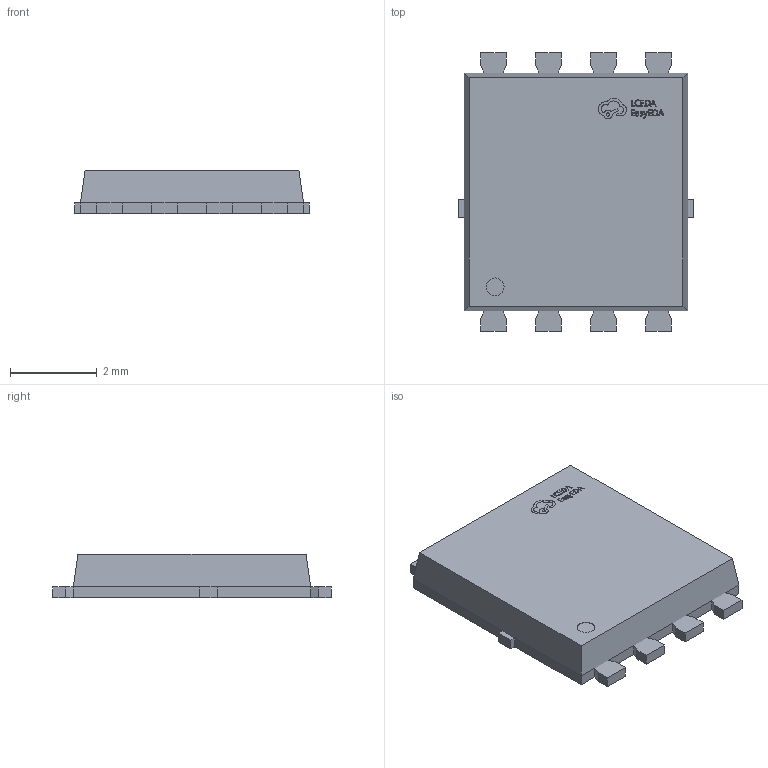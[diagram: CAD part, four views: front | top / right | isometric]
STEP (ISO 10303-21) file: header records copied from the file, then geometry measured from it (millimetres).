
FILE_DESCRIPTION (( 'STEP AP214' ), '1' );
FILE_NAME ('PG-TDSON-8-34_L5.2-W6.2-H1.0-P1.27-LS7.0-BL.step', '2022-07-08T08:30:04', ( '' ), ( '' ), 'SwSTEP 2.0', 'SolidWorks 2020', '' );
FILE_SCHEMA (( 'AUTOMOTIVE_DESIGN' ));
Length unit declared in the file: millimetre
Products named in the file (1): PG-TDSON-8-34_L5.2-W6.2-H1.0-P1.27-LS7.0-BL
Bounding box: 5.41 x 6.44 x 1 mm (x, y, z)
Volume: 28 mm3; surface area: 128.8 mm2
Topology: 4 solids, 4 shells, 425 faces, 1146 edges, 756 vertices
Faces by surface type: plane 309, bspline 114, cylinder 2
Entity records: 17357 total; most frequent: CARTESIAN_POINT 4690, ORIENTED_EDGE 2292, DIRECTION 1542, EDGE_CURVE 1146, VECTOR 910, LINE 910, VERTEX_POINT 756, EDGE_LOOP 452
